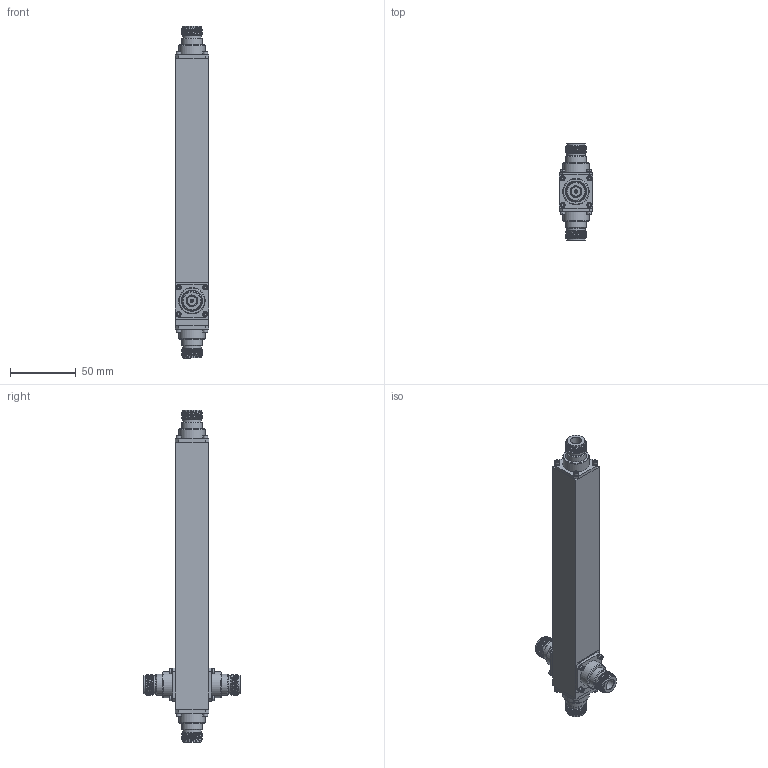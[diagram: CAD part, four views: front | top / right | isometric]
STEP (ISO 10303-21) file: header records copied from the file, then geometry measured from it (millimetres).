
FILE_DESCRIPTION (( 'STEP AP203' ), '1' );
FILE_NAME ('PE20DV1040_3D.step', '2021-07-27T23:25:18', ( '' ), ( '' ), 'SwSTEP 2.0', 'SolidWorks 2021', '' );
FILE_SCHEMA (( 'CONFIG_CONTROL_DESIGN' ));
Length unit declared in the file: inch
Products named in the file (1): PE20DV1040_3D
Bounding box: 25.48 x 73.41 x 251.97 mm (x, y, z)
Volume: 154893.9 mm3; surface area: 30143 mm2
Topology: 1 solids, 1 shells, 579 faces, 1220 edges, 722 vertices
Faces by surface type: plane 301, cone 170, cylinder 96, bspline 12
Full cylindrical faces by diameter (mm): 3.658 x16, 3.856 x16, 4.2 x2, 5 x2, 7.112 x4, 8.382 x4, 13.971 x8, 15.875 x4, 20.067 x4
Entity records: 19769 total; most frequent: CARTESIAN_POINT 8276, DIRECTION 2396, ORIENTED_EDGE 2104, EDGE_CURVE 1052, AXIS2_PLACEMENT_3D 944, EDGE_LOOP 776, VERTEX_POINT 672, FACE_OUTER_BOUND 639
